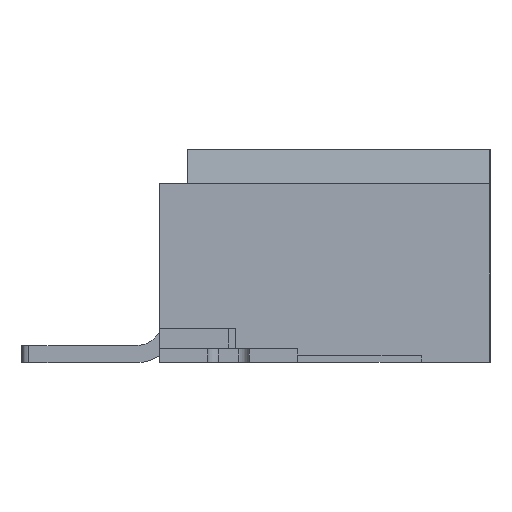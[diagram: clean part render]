
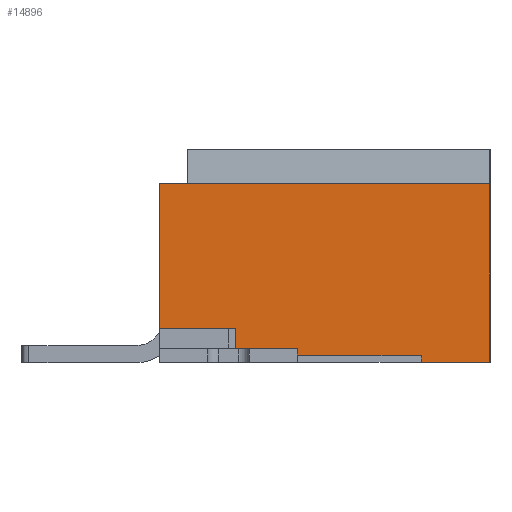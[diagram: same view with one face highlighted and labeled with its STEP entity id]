
A CAD part, left-side view. The second image highlights one B-rep face of the part: STEP entity #14896.
In plain terms, the highlighted planar face has unit normal (-1, 0, 0).
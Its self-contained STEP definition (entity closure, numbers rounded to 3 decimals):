
#1946=ORIENTED_EDGE('',*,*,#5927,.F.);
#1947=ORIENTED_EDGE('',*,*,#5928,.T.);
#1948=ORIENTED_EDGE('',*,*,#5929,.T.);
#1949=ORIENTED_EDGE('',*,*,#5930,.T.);
#1950=ORIENTED_EDGE('',*,*,#5931,.F.);
#1951=ORIENTED_EDGE('',*,*,#5932,.F.);
#1952=ORIENTED_EDGE('',*,*,#5933,.T.);
#1953=ORIENTED_EDGE('',*,*,#5934,.T.);
#1954=ORIENTED_EDGE('',*,*,#5935,.T.);
#5927=EDGE_CURVE('',#7868,#7869,#9520,.T.);
#5928=EDGE_CURVE('',#7868,#7870,#9521,.T.);
#5929=EDGE_CURVE('',#7870,#7871,#9522,.T.);
#5930=EDGE_CURVE('',#7871,#7872,#9523,.T.);
#5931=EDGE_CURVE('',#7873,#7872,#9524,.T.);
#5932=EDGE_CURVE('',#7874,#7873,#9525,.T.);
#5933=EDGE_CURVE('',#7874,#7141,#9526,.T.);
#5934=EDGE_CURVE('',#7141,#7875,#9527,.T.);
#5935=EDGE_CURVE('',#7875,#7869,#9528,.T.);
#7141=VERTEX_POINT('',#20633);
#7868=VERTEX_POINT('',#22548);
#7869=VERTEX_POINT('',#22549);
#7870=VERTEX_POINT('',#22551);
#7871=VERTEX_POINT('',#22553);
#7872=VERTEX_POINT('',#22555);
#7873=VERTEX_POINT('',#22557);
#7874=VERTEX_POINT('',#22559);
#7875=VERTEX_POINT('',#22562);
#9520=LINE('',#22547,#11618);
#9521=LINE('',#22550,#11619);
#9522=LINE('',#22552,#11620);
#9523=LINE('',#22554,#11621);
#9524=LINE('',#22556,#11622);
#9525=LINE('',#22558,#11623);
#9526=LINE('',#22560,#11624);
#9527=LINE('',#22561,#11625);
#9528=LINE('',#22563,#11626);
#11618=VECTOR('',#18013,1000.);
#11619=VECTOR('',#18014,1000.);
#11620=VECTOR('',#18015,1000.);
#11621=VECTOR('',#18016,1000.);
#11622=VECTOR('',#18017,1000.);
#11623=VECTOR('',#18018,1000.);
#11624=VECTOR('',#18019,1000.);
#11625=VECTOR('',#18020,1000.);
#11626=VECTOR('',#18021,1000.);
#12751=EDGE_LOOP('',(#1946,#1947,#1948,#1949,#1950,#1951,#1952,#1953,#1954));
#13484=FACE_BOUND('',#12751,.T.);
#14192=PLANE('',#15729);
#14896=ADVANCED_FACE('',(#13484),#14192,.F.);
#15729=AXIS2_PLACEMENT_3D('',#22546,#18011,#18012);
#18011=DIRECTION('',(1.,0.,0.));
#18012=DIRECTION('',(0.,0.,-1.));
#18013=DIRECTION('',(0.,1.,0.));
#18014=DIRECTION('',(0.,0.,-1.));
#18015=DIRECTION('',(0.,-1.,0.));
#18016=DIRECTION('',(0.,0.,-1.));
#18017=DIRECTION('',(0.,1.,0.));
#18018=DIRECTION('',(0.,0.,-1.));
#18019=DIRECTION('',(0.,1.,0.));
#18020=DIRECTION('',(0.,1.,0.));
#18021=DIRECTION('',(0.,0.,-1.));
#20633=CARTESIAN_POINT('',(-13.9,2.,1.05));
#22546=CARTESIAN_POINT('',(-13.9,-2.4,1.05));
#22547=CARTESIAN_POINT('',(-13.9,1.3,-1.05));
#22548=CARTESIAN_POINT('',(-13.9,1.3,-1.05));
#22549=CARTESIAN_POINT('',(-13.9,2.4,-1.05));
#22550=CARTESIAN_POINT('',(-13.9,1.3,-1.05));
#22551=CARTESIAN_POINT('',(-13.9,1.3,-1.45));
#22552=CARTESIAN_POINT('',(-13.9,2.4,-1.45));
#22553=CARTESIAN_POINT('',(-13.9,-1.4,-1.45));
#22554=CARTESIAN_POINT('',(-13.9,-1.4,-1.45));
#22555=CARTESIAN_POINT('',(-13.9,-1.4,-1.55));
#22556=CARTESIAN_POINT('',(-13.9,-2.4,-1.55));
#22557=CARTESIAN_POINT('',(-13.9,-2.4,-1.55));
#22558=CARTESIAN_POINT('',(-13.9,-2.4,1.05));
#22559=CARTESIAN_POINT('',(-13.9,-2.4,1.05));
#22560=CARTESIAN_POINT('',(-13.9,-2.4,1.05));
#22561=CARTESIAN_POINT('',(-13.9,2.,1.05));
#22562=CARTESIAN_POINT('',(-13.9,2.4,1.05));
#22563=CARTESIAN_POINT('',(-13.9,2.4,1.05));
